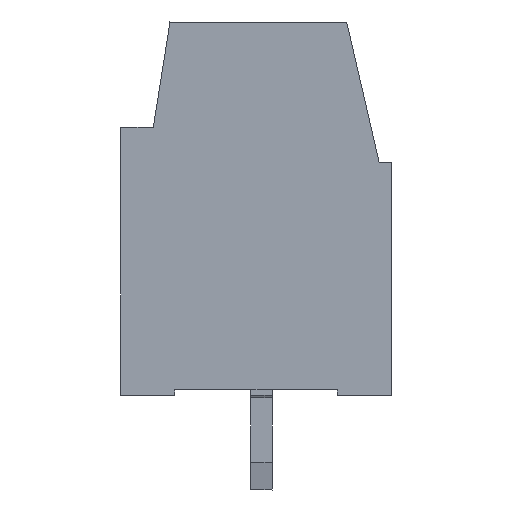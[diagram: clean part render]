
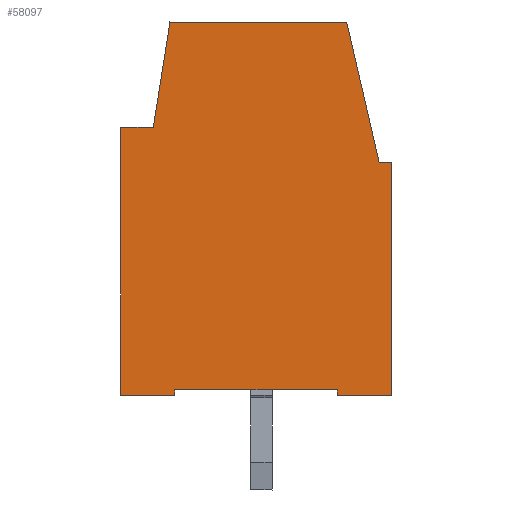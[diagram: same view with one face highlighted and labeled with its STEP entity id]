
A CAD part, left-side view. The second image highlights one B-rep face of the part: STEP entity #58097.
In plain terms, the highlighted planar face has unit normal (-1, 0, 0).
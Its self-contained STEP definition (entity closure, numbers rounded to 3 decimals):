
#58005=AXIS2_PLACEMENT_3D('Plane Axis2P3D',#58002,#58003,#58004) ;
#57613=CARTESIAN_POINT('Vertex',(0.,0.,12.101)) ;
#57616=CARTESIAN_POINT('Line Origine',(0.,0.,7.8)) ;
#57620=CARTESIAN_POINT('Vertex',(0.,0.,3.5)) ;
#57986=CARTESIAN_POINT('Vertex',(0.,0.445,12.1)) ;
#57989=CARTESIAN_POINT('Line Origine',(0.,0.223,12.1)) ;
#58002=CARTESIAN_POINT('Axis2P3D Location',(0.,3.449,14.)) ;
#58007=CARTESIAN_POINT('Line Origine',(0.,1.027,14.623)) ;
#58011=CARTESIAN_POINT('Vertex',(0.,1.609,17.145)) ;
#58014=CARTESIAN_POINT('Line Origine',(0.,1.627,17.223)) ;
#58018=CARTESIAN_POINT('Vertex',(0.,1.645,17.3)) ;
#58021=CARTESIAN_POINT('Line Origine',(0.,4.913,17.3)) ;
#58025=CARTESIAN_POINT('Vertex',(0.,8.181,17.301)) ;
#58028=CARTESIAN_POINT('Line Origine',(0.,8.49,15.351)) ;
#58032=CARTESIAN_POINT('Vertex',(0.,8.799,13.401)) ;
#58035=CARTESIAN_POINT('Line Origine',(0.,9.399,13.401)) ;
#58039=CARTESIAN_POINT('Vertex',(0.,9.999,13.401)) ;
#58042=CARTESIAN_POINT('Line Origine',(0.,10.,8.451)) ;
#58046=CARTESIAN_POINT('Vertex',(0.,10.,3.501)) ;
#58049=CARTESIAN_POINT('Line Origine',(0.,9.,3.501)) ;
#58053=CARTESIAN_POINT('Vertex',(0.,8.,3.501)) ;
#58056=CARTESIAN_POINT('Line Origine',(0.,8.,3.601)) ;
#58060=CARTESIAN_POINT('Vertex',(0.,8.,3.701)) ;
#58063=CARTESIAN_POINT('Line Origine',(0.,5.,3.7)) ;
#58067=CARTESIAN_POINT('Vertex',(0.,2.,3.7)) ;
#58070=CARTESIAN_POINT('Line Origine',(0.,2.,3.6)) ;
#58074=CARTESIAN_POINT('Vertex',(0.,2.,3.5)) ;
#58077=CARTESIAN_POINT('Line Origine',(0.,1.,3.5)) ;
#57617=DIRECTION('Vector Direction',(0.,0.,1.)) ;
#57990=DIRECTION('Vector Direction',(0.,-1.,0.001)) ;
#58003=DIRECTION('Axis2P3D Direction',(1.,0.,0.)) ;
#58004=DIRECTION('Axis2P3D XDirection',(0.,1.,0.)) ;
#58008=DIRECTION('Vector Direction',(0.,0.225,0.974)) ;
#58015=DIRECTION('Vector Direction',(0.,0.225,0.974)) ;
#58022=DIRECTION('Vector Direction',(0.,-1.,0.)) ;
#58029=DIRECTION('Vector Direction',(0.,0.157,-0.988)) ;
#58036=DIRECTION('Vector Direction',(0.,-1.,0.)) ;
#58043=DIRECTION('Vector Direction',(0.,0.,-1.)) ;
#58050=DIRECTION('Vector Direction',(0.,-1.,0.)) ;
#58057=DIRECTION('Vector Direction',(0.,0.,1.)) ;
#58064=DIRECTION('Vector Direction',(0.,-1.,0.)) ;
#58071=DIRECTION('Vector Direction',(0.,0.,-1.)) ;
#58078=DIRECTION('Vector Direction',(0.,-1.,0.)) ;
#57618=VECTOR('Line Direction',#57617,1.) ;
#57991=VECTOR('Line Direction',#57990,1.) ;
#58009=VECTOR('Line Direction',#58008,1.) ;
#58016=VECTOR('Line Direction',#58015,1.) ;
#58023=VECTOR('Line Direction',#58022,1.) ;
#58030=VECTOR('Line Direction',#58029,1.) ;
#58037=VECTOR('Line Direction',#58036,1.) ;
#58044=VECTOR('Line Direction',#58043,1.) ;
#58051=VECTOR('Line Direction',#58050,1.) ;
#58058=VECTOR('Line Direction',#58057,1.) ;
#58065=VECTOR('Line Direction',#58064,1.) ;
#58072=VECTOR('Line Direction',#58071,1.) ;
#58079=VECTOR('Line Direction',#58078,1.) ;
#58083=ORIENTED_EDGE('',*,*,#57622,.T.) ;
#58084=ORIENTED_EDGE('',*,*,#57993,.F.) ;
#58085=ORIENTED_EDGE('',*,*,#58013,.T.) ;
#58086=ORIENTED_EDGE('',*,*,#58020,.T.) ;
#58087=ORIENTED_EDGE('',*,*,#58027,.F.) ;
#58088=ORIENTED_EDGE('',*,*,#58034,.T.) ;
#58089=ORIENTED_EDGE('',*,*,#58041,.F.) ;
#58090=ORIENTED_EDGE('',*,*,#58048,.T.) ;
#58091=ORIENTED_EDGE('',*,*,#58055,.T.) ;
#58092=ORIENTED_EDGE('',*,*,#58062,.T.) ;
#58093=ORIENTED_EDGE('',*,*,#58069,.T.) ;
#58094=ORIENTED_EDGE('',*,*,#58076,.T.) ;
#58095=ORIENTED_EDGE('',*,*,#58081,.T.) ;
#58097=ADVANCED_FACE('COVER',(#58096),#58006,.F.) ;
#57622=EDGE_CURVE('',#57621,#57614,#57619,.T.) ;
#57993=EDGE_CURVE('',#57987,#57614,#57992,.T.) ;
#58013=EDGE_CURVE('',#57987,#58012,#58010,.T.) ;
#58020=EDGE_CURVE('',#58012,#58019,#58017,.T.) ;
#58027=EDGE_CURVE('',#58026,#58019,#58024,.T.) ;
#58034=EDGE_CURVE('',#58026,#58033,#58031,.T.) ;
#58041=EDGE_CURVE('',#58040,#58033,#58038,.T.) ;
#58048=EDGE_CURVE('',#58040,#58047,#58045,.T.) ;
#58055=EDGE_CURVE('',#58047,#58054,#58052,.T.) ;
#58062=EDGE_CURVE('',#58054,#58061,#58059,.T.) ;
#58069=EDGE_CURVE('',#58061,#58068,#58066,.T.) ;
#58076=EDGE_CURVE('',#58068,#58075,#58073,.T.) ;
#58081=EDGE_CURVE('',#58075,#57621,#58080,.T.) ;
#58082=EDGE_LOOP('',(#58083,#58084,#58085,#58086,#58087,#58088,#58089,#58090,#58091,#58092,#58093,#58094,#58095)) ;
#58096=FACE_OUTER_BOUND('',#58082,.T.) ;
#57619=LINE('Line',#57616,#57618) ;
#57992=LINE('Line',#57989,#57991) ;
#58010=LINE('Line',#58007,#58009) ;
#58017=LINE('Line',#58014,#58016) ;
#58024=LINE('Line',#58021,#58023) ;
#58031=LINE('Line',#58028,#58030) ;
#58038=LINE('Line',#58035,#58037) ;
#58045=LINE('Line',#58042,#58044) ;
#58052=LINE('Line',#58049,#58051) ;
#58059=LINE('Line',#58056,#58058) ;
#58066=LINE('Line',#58063,#58065) ;
#58073=LINE('Line',#58070,#58072) ;
#58080=LINE('Line',#58077,#58079) ;
#58006=PLANE('',#58005) ;
#57614=VERTEX_POINT('',#57613) ;
#57621=VERTEX_POINT('',#57620) ;
#57987=VERTEX_POINT('',#57986) ;
#58012=VERTEX_POINT('',#58011) ;
#58019=VERTEX_POINT('',#58018) ;
#58026=VERTEX_POINT('',#58025) ;
#58033=VERTEX_POINT('',#58032) ;
#58040=VERTEX_POINT('',#58039) ;
#58047=VERTEX_POINT('',#58046) ;
#58054=VERTEX_POINT('',#58053) ;
#58061=VERTEX_POINT('',#58060) ;
#58068=VERTEX_POINT('',#58067) ;
#58075=VERTEX_POINT('',#58074) ;
